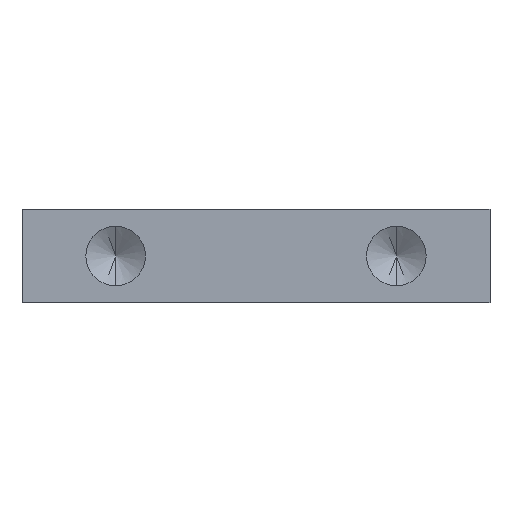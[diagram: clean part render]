
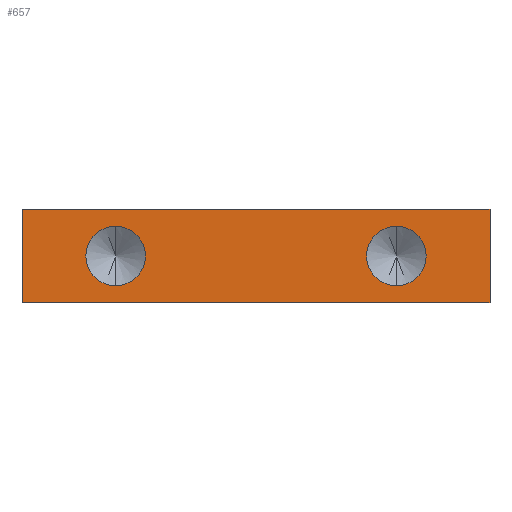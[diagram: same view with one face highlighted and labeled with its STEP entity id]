
A CAD part, front view. The second image highlights one B-rep face of the part: STEP entity #657.
In plain terms, the highlighted planar face has unit normal (0, -1, 0).
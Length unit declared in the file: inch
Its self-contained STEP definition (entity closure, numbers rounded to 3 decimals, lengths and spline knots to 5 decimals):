
#3 = VERTEX_POINT ( 'NONE', #1534 ) ;
#57 = DIRECTION ( 'NONE',  ( 1., 0., 0. ) ) ;
#58 = ORIENTED_EDGE ( 'NONE', *, *, #1024, .F. ) ;
#62 = LINE ( 'NONE', #261, #270 ) ;
#65 = AXIS2_PLACEMENT_3D ( 'NONE', #597, #1437, #1489 ) ;
#83 = LINE ( 'NONE', #1005, #706 ) ;
#106 = ORIENTED_EDGE ( 'NONE', *, *, #1379, .F. ) ;
#119 = DIRECTION ( 'NONE',  ( 0., 1., 0. ) ) ;
#121 = CARTESIAN_POINT ( 'NONE',  ( 0.625, -1., 0. ) ) ;
#139 = EDGE_CURVE ( 'NONE', #1093, #1504, #1556, .T. ) ;
#148 = LINE ( 'NONE', #326, #507 ) ;
#153 = EDGE_CURVE ( 'NONE', #464, #1017, #1216, .T. ) ;
#196 = ORIENTED_EDGE ( 'NONE', *, *, #153, .F. ) ;
#261 = CARTESIAN_POINT ( 'NONE',  ( -0.625, -1., 0.25 ) ) ;
#270 = VECTOR ( 'NONE', #1445, 39.37008 ) ;
#273 = DIRECTION ( 'NONE',  ( 1., 0., 0. ) ) ;
#275 = CARTESIAN_POINT ( 'NONE',  ( -0.375, -1., 0.125 ) ) ;
#323 = ORIENTED_EDGE ( 'NONE', *, *, #1368, .F. ) ;
#326 = CARTESIAN_POINT ( 'NONE',  ( -0.625, -1., 0. ) ) ;
#353 = CIRCLE ( 'NONE', #65, 0.0795 ) ;
#394 = VECTOR ( 'NONE', #57, 39.37008 ) ;
#407 = EDGE_LOOP ( 'NONE', ( #1541, #58 ) ) ;
#464 = VERTEX_POINT ( 'NONE', #538 ) ;
#507 = VECTOR ( 'NONE', #273, 39.37008 ) ;
#538 = CARTESIAN_POINT ( 'NONE',  ( -0.625, -1., 0.25 ) ) ;
#542 = FACE_BOUND ( 'NONE', #857, .T. ) ;
#564 = DIRECTION ( 'NONE',  ( 0., -1., 0. ) ) ;
#566 = EDGE_LOOP ( 'NONE', ( #683, #106, #196, #598 ) ) ;
#580 = CARTESIAN_POINT ( 'NONE',  ( 0.375, -1., 0.125 ) ) ;
#597 = CARTESIAN_POINT ( 'NONE',  ( -0.375, -1., 0.125 ) ) ;
#598 = ORIENTED_EDGE ( 'NONE', *, *, #1487, .T. ) ;
#620 = DIRECTION ( 'NONE',  ( 0., 0., -1. ) ) ;
#629 = PLANE ( 'NONE',  #968 ) ;
#647 = CARTESIAN_POINT ( 'NONE',  ( 0.375, -1., 0.2045 ) ) ;
#657 = ADVANCED_FACE ( 'NONE', ( #542, #1454, #969 ), #629, .F. ) ;
#683 = ORIENTED_EDGE ( 'NONE', *, *, #1002, .T. ) ;
#692 = VERTEX_POINT ( 'NONE', #834 ) ;
#706 = VECTOR ( 'NONE', #620, 39.37008 ) ;
#709 = DIRECTION ( 'NONE',  ( 0., 0., 1. ) ) ;
#717 = DIRECTION ( 'NONE',  ( 0., 0., -1. ) ) ;
#757 = DIRECTION ( 'NONE',  ( 0., -1., 0. ) ) ;
#760 = AXIS2_PLACEMENT_3D ( 'NONE', #275, #757, #1233 ) ;
#812 = AXIS2_PLACEMENT_3D ( 'NONE', #1270, #564, #717 ) ;
#834 = CARTESIAN_POINT ( 'NONE',  ( -0.375, -1., 0.2045 ) ) ;
#838 = CARTESIAN_POINT ( 'NONE',  ( -0.625, -1., 0.25 ) ) ;
#857 = EDGE_LOOP ( 'NONE', ( #323, #1250 ) ) ;
#924 = DIRECTION ( 'NONE',  ( 0., 0., -1. ) ) ;
#939 = VERTEX_POINT ( 'NONE', #1049 ) ;
#968 = AXIS2_PLACEMENT_3D ( 'NONE', #838, #119, #709 ) ;
#969 = FACE_OUTER_BOUND ( 'NONE', #566, .T. ) ;
#991 = CARTESIAN_POINT ( 'NONE',  ( 0.375, -1., 0.0455 ) ) ;
#1002 = EDGE_CURVE ( 'NONE', #3, #1157, #148, .T. ) ;
#1005 = CARTESIAN_POINT ( 'NONE',  ( 0.625, -1., 0.25 ) ) ;
#1017 = VERTEX_POINT ( 'NONE', #1110 ) ;
#1024 = EDGE_CURVE ( 'NONE', #1504, #1093, #1359, .T. ) ;
#1049 = CARTESIAN_POINT ( 'NONE',  ( -0.375, -1., 0.0455 ) ) ;
#1093 = VERTEX_POINT ( 'NONE', #991 ) ;
#1110 = CARTESIAN_POINT ( 'NONE',  ( 0.625, -1., 0.25 ) ) ;
#1138 = EDGE_CURVE ( 'NONE', #692, #939, #1246, .T. ) ;
#1157 = VERTEX_POINT ( 'NONE', #121 ) ;
#1216 = LINE ( 'NONE', #1321, #394 ) ;
#1233 = DIRECTION ( 'NONE',  ( 0., 0., -1. ) ) ;
#1246 = CIRCLE ( 'NONE', #760, 0.0795 ) ;
#1250 = ORIENTED_EDGE ( 'NONE', *, *, #1138, .F. ) ;
#1270 = CARTESIAN_POINT ( 'NONE',  ( 0.375, -1., 0.125 ) ) ;
#1321 = CARTESIAN_POINT ( 'NONE',  ( -0.625, -1., 0.25 ) ) ;
#1359 = CIRCLE ( 'NONE', #1615, 0.0795 ) ;
#1368 = EDGE_CURVE ( 'NONE', #939, #692, #353, .T. ) ;
#1379 = EDGE_CURVE ( 'NONE', #1017, #1157, #83, .T. ) ;
#1437 = DIRECTION ( 'NONE',  ( 0., -1., 0. ) ) ;
#1445 = DIRECTION ( 'NONE',  ( 0., 0., -1. ) ) ;
#1454 = FACE_BOUND ( 'NONE', #407, .T. ) ;
#1487 = EDGE_CURVE ( 'NONE', #464, #3, #62, .T. ) ;
#1489 = DIRECTION ( 'NONE',  ( 0., 0., -1. ) ) ;
#1504 = VERTEX_POINT ( 'NONE', #647 ) ;
#1534 = CARTESIAN_POINT ( 'NONE',  ( -0.625, -1., 0. ) ) ;
#1541 = ORIENTED_EDGE ( 'NONE', *, *, #139, .F. ) ;
#1556 = CIRCLE ( 'NONE', #812, 0.0795 ) ;
#1612 = DIRECTION ( 'NONE',  ( 0., -1., 0. ) ) ;
#1615 = AXIS2_PLACEMENT_3D ( 'NONE', #580, #1612, #924 ) ;
